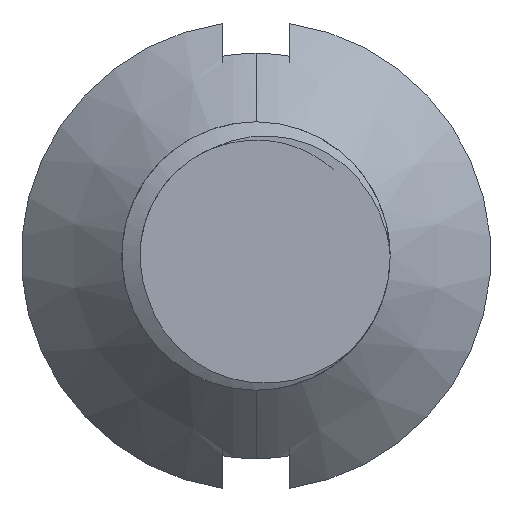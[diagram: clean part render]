
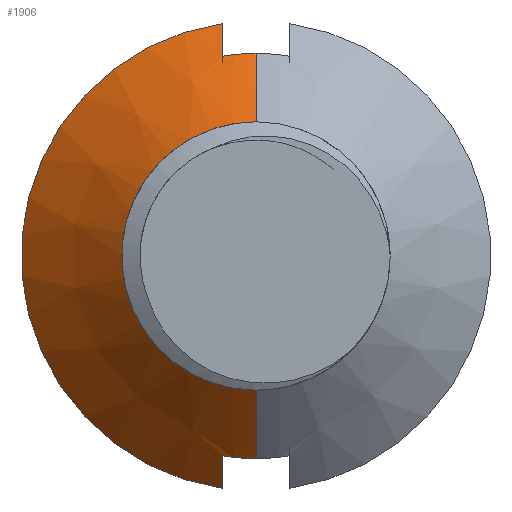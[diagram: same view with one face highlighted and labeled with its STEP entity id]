
A CAD part, front view. The second image highlights one B-rep face of the part: STEP entity #1906.
In plain terms, the highlighted conical face has half-angle 45 degrees and reference radius 4 mm.
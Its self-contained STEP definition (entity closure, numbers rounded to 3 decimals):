
#22 = CARTESIAN_POINT ( 'NONE',  ( -1., 44.36, -6.281 ) ) ;
#52 = EDGE_CURVE ( 'NONE', #3681, #1892, #1683, .T. ) ;
#116 = CARTESIAN_POINT ( 'NONE',  ( -1., 44.36, 6.281 ) ) ;
#678 = CARTESIAN_POINT ( 'NONE',  ( -1., 44.68, -6.605 ) ) ;
#755 = CARTESIAN_POINT ( 'NONE',  ( 0., 42., 4. ) ) ;
#834 = EDGE_CURVE ( 'NONE', #3071, #1731, #3404, .T. ) ;
#949 = CARTESIAN_POINT ( 'NONE',  ( 0., 42., -4. ) ) ;
#963 = CARTESIAN_POINT ( 'NONE',  ( 0., 44.04, -6.04 ) ) ;
#1039 = DIRECTION ( 'NONE',  ( 0., 0.707, 0.707 ) ) ;
#1060 = CARTESIAN_POINT ( 'NONE',  ( 0., 42., 0. ) ) ;
#1073 = CIRCLE ( 'NONE', #3324, 6.04 ) ;
#1130 = EDGE_LOOP ( 'NONE', ( #2518, #2579, #2717, #1771, #3227, #3617, #3796, #3856 ) ) ;
#1136 = CIRCLE ( 'NONE', #3257, 4. ) ;
#1175 = DIRECTION ( 'NONE',  ( 0., 1., 0. ) ) ;
#1265 = CIRCLE ( 'NONE', #3845, 6.04 ) ;
#1355 = VERTEX_POINT ( 'NONE', #1424 ) ;
#1382 = DIRECTION ( 'NONE',  ( 0., -1., 0. ) ) ;
#1401 = DIRECTION ( 'NONE',  ( 0., 1., 0. ) ) ;
#1424 = CARTESIAN_POINT ( 'NONE',  ( -1., 45., -6.928 ) ) ;
#1435 = DIRECTION ( 'NONE',  ( 0., 0., -1. ) ) ;
#1456 = CONICAL_SURFACE ( 'NONE', #2159, 4., 0.785 ) ;
#1511 = VECTOR ( 'NONE', #1039, 1000. ) ;
#1589 = CARTESIAN_POINT ( 'NONE',  ( -1., 44.68, 6.605 ) ) ;
#1683 = B_SPLINE_CURVE_WITH_KNOTS ( 'NONE', 3,
 ( #3449, #1589, #116, #3468 ),
 .UNSPECIFIED., .F., .F.,
 ( 4, 4 ),
 ( 0., 0.001 ),
 .UNSPECIFIED. ) ;
#1731 = VERTEX_POINT ( 'NONE', #963 ) ;
#1771 = ORIENTED_EDGE ( 'NONE', *, *, #2886, .F. ) ;
#1889 = CARTESIAN_POINT ( 'NONE',  ( 0., 42., -4. ) ) ;
#1892 = VERTEX_POINT ( 'NONE', #1897 ) ;
#1894 = CARTESIAN_POINT ( 'NONE',  ( -1., 45., -6.928 ) ) ;
#1897 = CARTESIAN_POINT ( 'NONE',  ( -1., 44.04, 5.957 ) ) ;
#1906 = ADVANCED_FACE ( 'NONE', ( #3492 ), #1456, .T. ) ;
#1964 = CIRCLE ( 'NONE', #2866, 7. ) ;
#1978 = CARTESIAN_POINT ( 'NONE',  ( 0., 42., 0. ) ) ;
#2026 = EDGE_CURVE ( 'NONE', #3938, #3071, #1136, .T. ) ;
#2151 = EDGE_CURVE ( 'NONE', #3681, #1355, #1964, .T. ) ;
#2159 = AXIS2_PLACEMENT_3D ( 'NONE', #1060, #1401, #3536 ) ;
#2178 = EDGE_CURVE ( 'NONE', #1731, #3918, #1265, .T. ) ;
#2357 = CARTESIAN_POINT ( 'NONE',  ( 0., 44.04, 0. ) ) ;
#2463 = CARTESIAN_POINT ( 'NONE',  ( 0., 44.04, 6.04 ) ) ;
#2518 = ORIENTED_EDGE ( 'NONE', *, *, #834, .F. ) ;
#2568 = EDGE_CURVE ( 'NONE', #3918, #1355, #3128, .T. ) ;
#2578 = CARTESIAN_POINT ( 'NONE',  ( -1., 44.04, -5.957 ) ) ;
#2579 = ORIENTED_EDGE ( 'NONE', *, *, #2026, .F. ) ;
#2637 = VECTOR ( 'NONE', #3076, 1000. ) ;
#2700 = CARTESIAN_POINT ( 'NONE',  ( 0., 45., 0. ) ) ;
#2717 = ORIENTED_EDGE ( 'NONE', *, *, #2763, .T. ) ;
#2740 = CARTESIAN_POINT ( 'NONE',  ( 0., 44.04, 0. ) ) ;
#2763 = EDGE_CURVE ( 'NONE', #3938, #3670, #2861, .T. ) ;
#2861 = LINE ( 'NONE', #755, #1511 ) ;
#2866 = AXIS2_PLACEMENT_3D ( 'NONE', #2700, #3312, #3066 ) ;
#2886 = EDGE_CURVE ( 'NONE', #1892, #3670, #1073, .T. ) ;
#2923 = CARTESIAN_POINT ( 'NONE',  ( 0., 42., 4. ) ) ;
#2985 = DIRECTION ( 'NONE',  ( 0., 0., -1. ) ) ;
#3066 = DIRECTION ( 'NONE',  ( 0., 0., -1. ) ) ;
#3071 = VERTEX_POINT ( 'NONE', #1889 ) ;
#3076 = DIRECTION ( 'NONE',  ( 0., 0.707, -0.707 ) ) ;
#3128 = B_SPLINE_CURVE_WITH_KNOTS ( 'NONE', 3,
 ( #3433, #22, #678, #1894 ),
 .UNSPECIFIED., .F., .F.,
 ( 4, 4 ),
 ( 0.017, 0.018 ),
 .UNSPECIFIED. ) ;
#3227 = ORIENTED_EDGE ( 'NONE', *, *, #52, .F. ) ;
#3234 = DIRECTION ( 'NONE',  ( 0., 0., -1. ) ) ;
#3257 = AXIS2_PLACEMENT_3D ( 'NONE', #1978, #1382, #3234 ) ;
#3312 = DIRECTION ( 'NONE',  ( 0., -1., 0. ) ) ;
#3324 = AXIS2_PLACEMENT_3D ( 'NONE', #2357, #3669, #1435 ) ;
#3404 = LINE ( 'NONE', #949, #2637 ) ;
#3433 = CARTESIAN_POINT ( 'NONE',  ( -1., 44.04, -5.957 ) ) ;
#3449 = CARTESIAN_POINT ( 'NONE',  ( -1., 45., 6.928 ) ) ;
#3468 = CARTESIAN_POINT ( 'NONE',  ( -1., 44.04, 5.957 ) ) ;
#3492 = FACE_OUTER_BOUND ( 'NONE', #1130, .T. ) ;
#3536 = DIRECTION ( 'NONE',  ( 0., 0., 1. ) ) ;
#3617 = ORIENTED_EDGE ( 'NONE', *, *, #2151, .T. ) ;
#3669 = DIRECTION ( 'NONE',  ( 0., 1., 0. ) ) ;
#3670 = VERTEX_POINT ( 'NONE', #2463 ) ;
#3681 = VERTEX_POINT ( 'NONE', #3966 ) ;
#3796 = ORIENTED_EDGE ( 'NONE', *, *, #2568, .F. ) ;
#3845 = AXIS2_PLACEMENT_3D ( 'NONE', #2740, #1175, #2985 ) ;
#3856 = ORIENTED_EDGE ( 'NONE', *, *, #2178, .F. ) ;
#3918 = VERTEX_POINT ( 'NONE', #2578 ) ;
#3938 = VERTEX_POINT ( 'NONE', #2923 ) ;
#3966 = CARTESIAN_POINT ( 'NONE',  ( -1., 45., 6.928 ) ) ;
